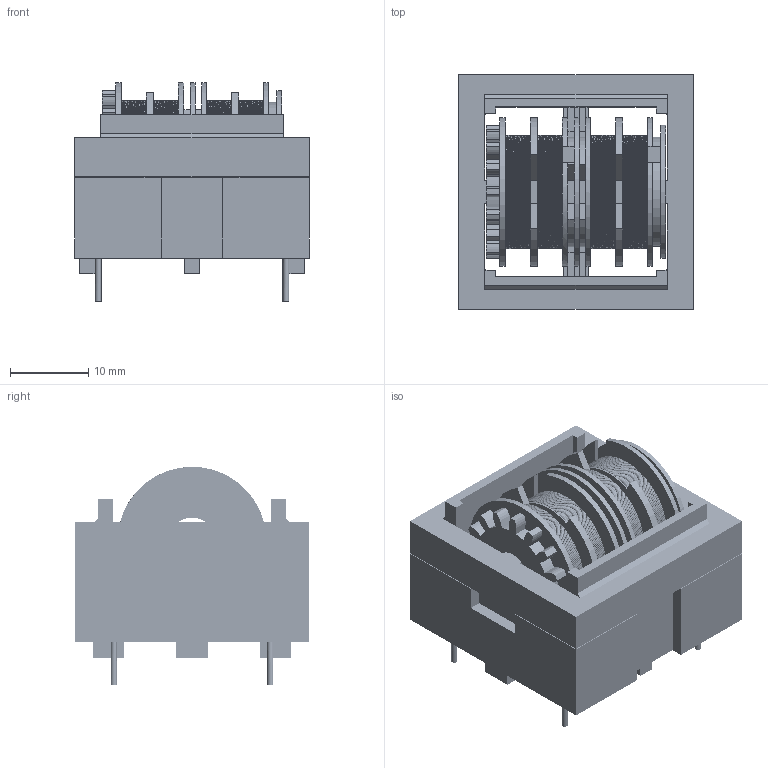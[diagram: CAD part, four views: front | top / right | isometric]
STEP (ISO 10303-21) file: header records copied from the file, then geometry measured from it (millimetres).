
FILE_DESCRIPTION(/* description */ ('Unknown'),/* implementation_level */ '2;1');
FILE_NAME(/* name */ 'HM28-25',/* time_stamp */ '2021-11-19T16:23:15+08:00',/* author */ ('Unknown'),/* organization */ ('Unknown'),/* preprocessor_version */ 'ST-DEVELOPER v16.7',/* originating_system */ 'Solid Edge',/* authorisation */ 'Unknown');
FILE_SCHEMA (('AUTOMOTIVE_DESIGN {1 0 10303 214 3 1 1}'));
Products named in the file (1): HM28-25XXXLF
Bounding box: 30 x 30 x 27.91 mm (x, y, z)
Volume: 10238 mm3; surface area: 11310.8 mm2
Topology: 1 solids, 1 shells, 298 faces, 843 edges, 543 vertices
Faces by surface type: plane 195, cylinder 87, bspline 16
Full cylindrical faces by diameter (mm): 0.76 x4, 6 x1, 14 x4, 17 x1, 19 x2
Entity records: 42491 total; most frequent: CARTESIAN_POINT 32695, ORIENTED_EDGE 1642, DIRECTION 1566, EDGE_CURVE 821, LINE 562, VECTOR 562, VERTEX_POINT 533, AXIS2_PLACEMENT_3D 502
